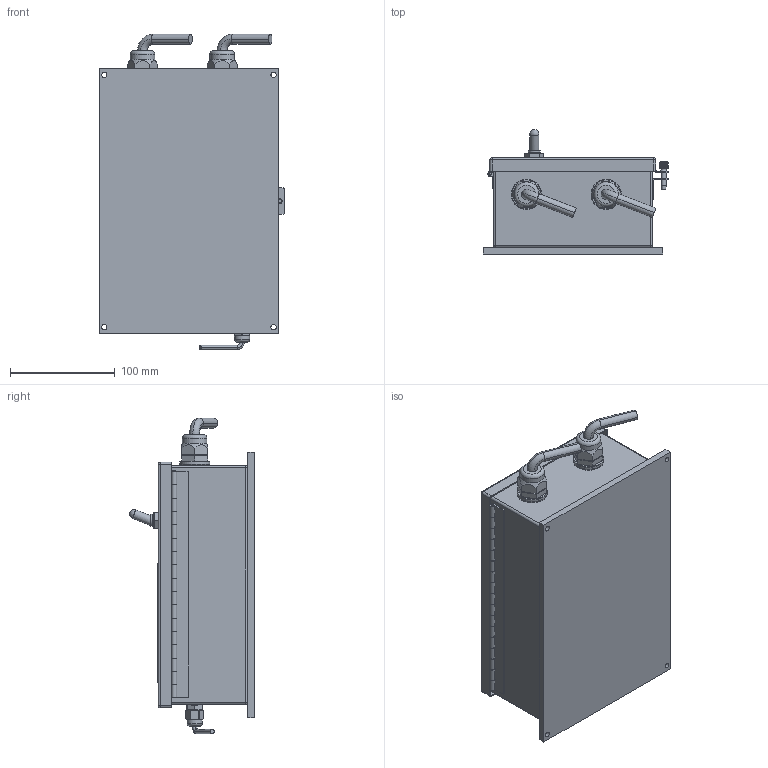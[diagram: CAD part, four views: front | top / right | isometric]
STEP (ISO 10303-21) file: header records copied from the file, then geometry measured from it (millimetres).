
FILE_DESCRIPTION (( 'STEP AP214' ), '1' );
FILE_NAME ('pn 121-000-0781_model VF-3CE_with accel.STEP', '2026-02-27T15:23:40', ( '' ), ( '' ), 'SwSTEP 2.0', 'SolidWorks 2022', '' );
FILE_SCHEMA (( 'AUTOMOTIVE_DESIGN' ));
Length unit declared in the file: inch
Products named in the file (12): 104-000-0108; KNOCKOUT .555_DEFAULT; pn 121-000-0781_model VF-3CE_with accel; TOGGLE SWITCH_DEFAULT; ACCELLEROMETER CABLE_DEFAULT; CORD GRIP .375_DEFAULT; 112-000-0353-3D_DEFAULT; CORD-SHORTR RAD_DEFAULT; THUMB SCREW_DEFAULT; 112-000-0345-3D_DEFAULT; 6X9X3.31-ENCLOSURE_DEFAULT; EXCELLEROMETER FITTING SIM TO 112-0236_DEFAULT
Assembly tree (13 placements, depth 2):
  pn 121-000-0781_model VF-3CE_with accel
    112-000-0353-3D_DEFAULT
    6X9X3.31-ENCLOSURE_DEFAULT
    112-000-0345-3D_DEFAULT
    104-000-0108
    THUMB SCREW_DEFAULT
    TOGGLE SWITCH_DEFAULT
    KNOCKOUT .555_DEFAULT
    EXCELLEROMETER FITTING SIM TO 112-0236_DEFAULT
    ACCELLEROMETER CABLE_DEFAULT
    CORD GRIP .375_DEFAULT  x2
    CORD-SHORTR RAD_DEFAULT  x2
Bounding box: 177.29 x 119.34 x 301.96 mm (x, y, z)
Volume: 509933.6 mm3; surface area: 424596.8 mm2
Topology: 13 solids, 13 shells, 1907 faces, 5055 edges, 3327 vertices
Faces by surface type: plane 1148, bspline 419, cylinder 295, torus 22, sphere 17, cone 6
Full cylindrical faces by diameter (mm): 0.859 x1, 2.381 x18, 3.002 x1, 3.554 x1, 3.797 x1, 4.216 x1, 4.762 x1, 4.763 x1, 5.055 x4, 7.244 x1, 8.636 x1, 8.89 x1, 9.525 x2, 11.43 x1, 14.097 x1, 14.478 x1, 22.323 x4, 23.419 x2, 28.651 x2, 28.905 x2
Entity records: 80425 total; most frequent: CARTESIAN_POINT 35346, ORIENTED_EDGE 9740, DIRECTION 7372, EDGE_CURVE 4870, VECTOR 3282, LINE 3282, VERTEX_POINT 3248, EDGE_LOOP 2130
